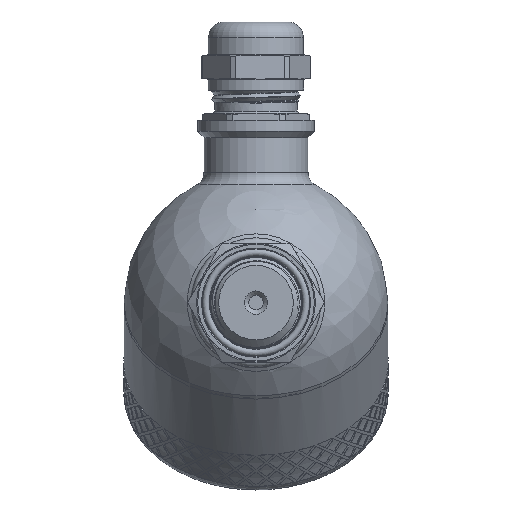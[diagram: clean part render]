
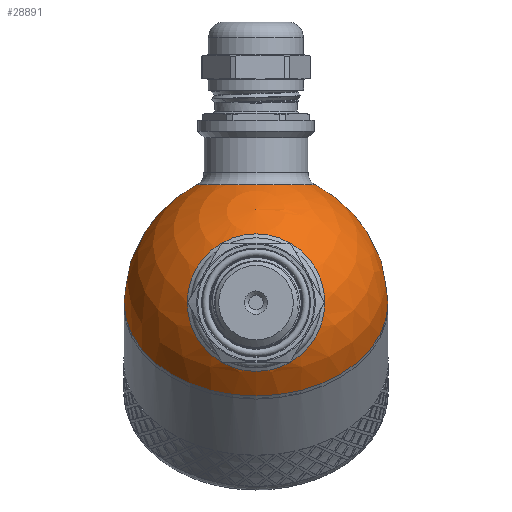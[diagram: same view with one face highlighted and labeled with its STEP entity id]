
A CAD part, left-side view. The second image highlights one B-rep face of the part: STEP entity #28891.
In plain terms, the highlighted spherical face has radius 30 mm.
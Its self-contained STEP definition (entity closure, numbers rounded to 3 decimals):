
#145=SPHERICAL_SURFACE('',#30695,30.);
#245=FACE_BOUND('',#4229,.T.);
#246=FACE_BOUND('',#4230,.T.);
#2379=FACE_OUTER_BOUND('',#4228,.T.);
#4228=EDGE_LOOP('',(#20864,#20865,#20866,#20867));
#4229=EDGE_LOOP('',(#20868));
#4230=EDGE_LOOP('',(#20869));
#5975=CIRCLE('',#30618,30.);
#5976=CIRCLE('',#30619,30.);
#6003=CIRCLE('',#30691,13.5);
#6006=CIRCLE('',#30696,30.);
#6007=CIRCLE('',#30697,15.643);
#11386=VERTEX_POINT('',#39497);
#11387=VERTEX_POINT('',#39499);
#11914=VERTEX_POINT('',#46263);
#11916=VERTEX_POINT('',#46270);
#11917=VERTEX_POINT('',#46272);
#14491=EDGE_CURVE('',#11386,#11387,#5975,.T.);
#14492=EDGE_CURVE('',#11387,#11386,#5976,.T.);
#15285=EDGE_CURVE('',#11914,#11914,#6003,.T.);
#15288=EDGE_CURVE('',#11387,#11916,#6006,.T.);
#15289=EDGE_CURVE('',#11917,#11917,#6007,.T.);
#20864=ORIENTED_EDGE('',*,*,#14492,.F.);
#20865=ORIENTED_EDGE('',*,*,#15288,.T.);
#20866=ORIENTED_EDGE('',*,*,#15288,.F.);
#20867=ORIENTED_EDGE('',*,*,#14491,.F.);
#20868=ORIENTED_EDGE('',*,*,#15289,.F.);
#20869=ORIENTED_EDGE('',*,*,#15285,.F.);
#28891=ADVANCED_FACE('',(#2379,#245,#246),#145,.T.);
#30618=AXIS2_PLACEMENT_3D('',#39500,#32233,#32234);
#30619=AXIS2_PLACEMENT_3D('',#39501,#32235,#32236);
#30691=AXIS2_PLACEMENT_3D('',#46264,#32657,#32658);
#30695=AXIS2_PLACEMENT_3D('',#46269,#32665,#32666);
#30696=AXIS2_PLACEMENT_3D('',#46271,#32667,#32668);
#30697=AXIS2_PLACEMENT_3D('',#46273,#32669,#32670);
#32233=DIRECTION('center_axis',(1.,0.,0.));
#32234=DIRECTION('ref_axis',(0.,1.,0.));
#32235=DIRECTION('center_axis',(1.,0.,0.));
#32236=DIRECTION('ref_axis',(0.,1.,0.));
#32657=DIRECTION('center_axis',(-0.707,0.,-0.707));
#32658=DIRECTION('ref_axis',(-0.707,0.,0.707));
#32665=DIRECTION('center_axis',(1.,0.,0.));
#32666=DIRECTION('ref_axis',(0.,-1.,0.));
#32667=DIRECTION('center_axis',(0.,0.,1.));
#32668=DIRECTION('ref_axis',(0.,1.,0.));
#32669=DIRECTION('center_axis',(-0.707,0.,0.707));
#32670=DIRECTION('ref_axis',(0.707,0.,0.707));
#39497=CARTESIAN_POINT('',(0.,-30.,0.));
#39499=CARTESIAN_POINT('',(0.,30.,0.));
#39500=CARTESIAN_POINT('Origin',(0.,0.,0.));
#39501=CARTESIAN_POINT('Origin',(0.,0.,0.));
#46263=CARTESIAN_POINT('',(-9.398,0.,-28.49));
#46264=CARTESIAN_POINT('Origin',(-18.944,0.,-18.944));
#46269=CARTESIAN_POINT('Origin',(0.,0.,0.));
#46270=CARTESIAN_POINT('',(-30.,0.,0.));
#46271=CARTESIAN_POINT('Origin',(0.,0.,0.));
#46272=CARTESIAN_POINT('',(-29.162,0.,7.04));
#46273=CARTESIAN_POINT('Origin',(-18.101,0.,18.101));
